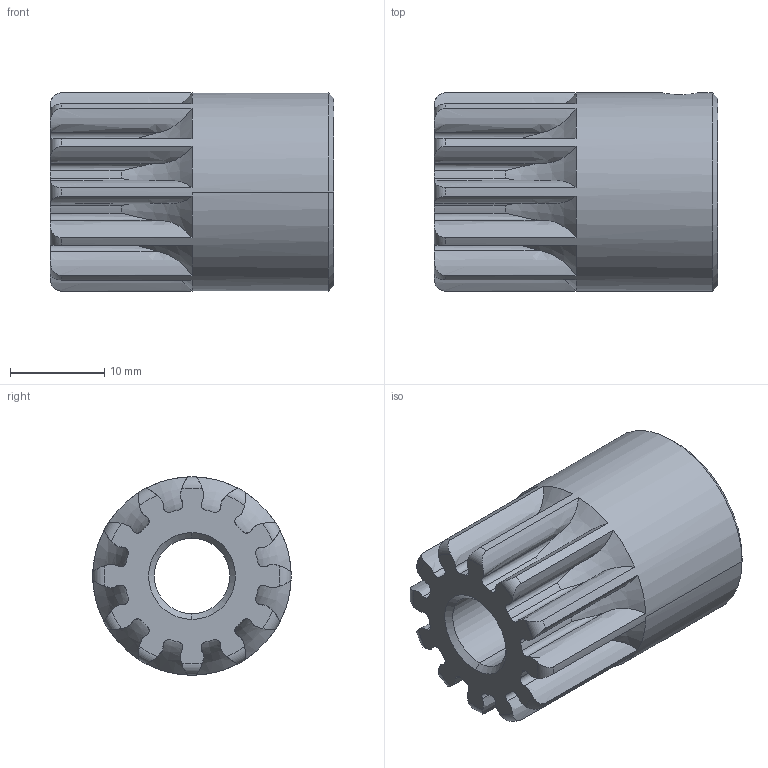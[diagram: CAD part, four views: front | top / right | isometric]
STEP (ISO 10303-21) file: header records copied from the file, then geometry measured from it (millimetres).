
FILE_DESCRIPTION((''),'2;1');
FILE_NAME('KSS1_5-12A','2019-09-08T',('SYSTEM'),(''),'PRO/ENGINEER BY PARAMETRIC TECHNOLOGY CORPORATION, 2016360','PRO/ENGINEER BY PARAMETRIC TECHNOLOGY CORPORATION, 2016360','');
FILE_SCHEMA(('AUTOMOTIVE_DESIGN { 1 0 10303 214 1 1 1 1 }'));
Length unit declared in the file: millimetre
Products named in the file (1): KSS1_5-12A
Bounding box: 30 x 21 x 21 mm (x, y, z)
Volume: 7396.7 mm3; surface area: 3883.5 mm2
Topology: 1 solids, 1 shells, 98 faces, 288 edges, 190 vertices
Faces by surface type: cylinder 42, extrusion 24, torus 24, cone 6, plane 2
Entity records: 5565 total; most frequent: CARTESIAN_POINT 2894, ORIENTED_EDGE 576, DIRECTION 460, EDGE_CURVE 288, VERTEX_POINT 190, AXIS2_PLACEMENT_3D 174, B_SPLINE_CURVE_WITH_KNOTS 124, VECTOR 112
